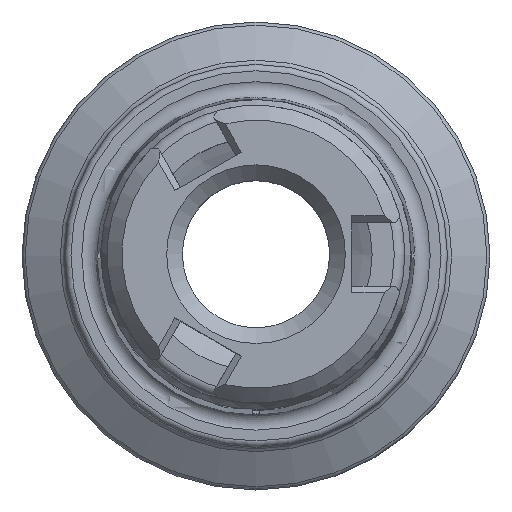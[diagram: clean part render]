
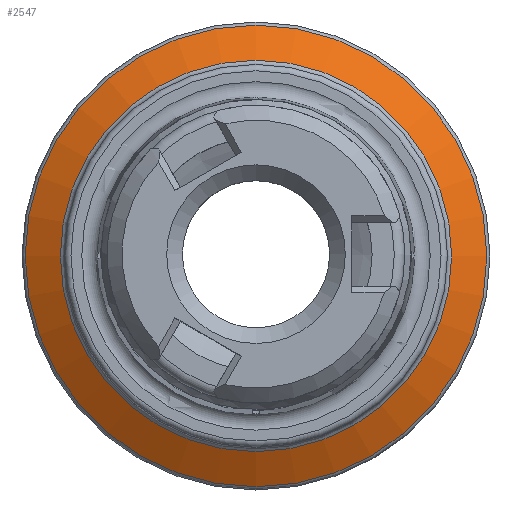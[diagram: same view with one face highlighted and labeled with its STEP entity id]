
A CAD part, top view. The second image highlights one B-rep face of the part: STEP entity #2547.
In plain terms, the highlighted conical face has half-angle 60 degrees and reference radius 9 mm.
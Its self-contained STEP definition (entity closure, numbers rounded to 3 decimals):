
#238=CONICAL_SURFACE('',#2688,9.,1.047);
#543=ORIENTED_EDGE('',*,*,#1016,.T.);
#544=ORIENTED_EDGE('',*,*,#1017,.T.);
#1016=EDGE_CURVE('',#1258,#1258,#1401,.T.);
#1017=EDGE_CURVE('',#1259,#1259,#1402,.T.);
#1258=VERTEX_POINT('',#3670);
#1259=VERTEX_POINT('',#3672);
#1401=CIRCLE('',#2689,10.85);
#1402=CIRCLE('',#2690,9.2);
#1491=EDGE_LOOP('',(#543));
#1492=EDGE_LOOP('',(#544));
#1633=FACE_BOUND('',#1491,.T.);
#1634=FACE_BOUND('',#1492,.T.);
#2547=ADVANCED_FACE('',(#1633,#1634),#238,.T.);
#2688=AXIS2_PLACEMENT_3D('',#3668,#2950,#2951);
#2689=AXIS2_PLACEMENT_3D('',#3669,#2952,#2953);
#2690=AXIS2_PLACEMENT_3D('',#3671,#2954,#2955);
#2950=DIRECTION('',(0.,0.,-1.));
#2951=DIRECTION('',(-1.,0.,0.));
#2952=DIRECTION('',(0.,0.,1.));
#2953=DIRECTION('',(1.,0.,0.));
#2954=DIRECTION('',(0.,0.,-1.));
#2955=DIRECTION('',(-1.,0.,0.));
#3668=CARTESIAN_POINT('',(0.,0.,3.));
#3669=CARTESIAN_POINT('',(0.,0.,1.932));
#3670=CARTESIAN_POINT('',(10.85,0.,1.932));
#3671=CARTESIAN_POINT('',(0.,0.,2.885));
#3672=CARTESIAN_POINT('',(-9.2,0.,2.885));
